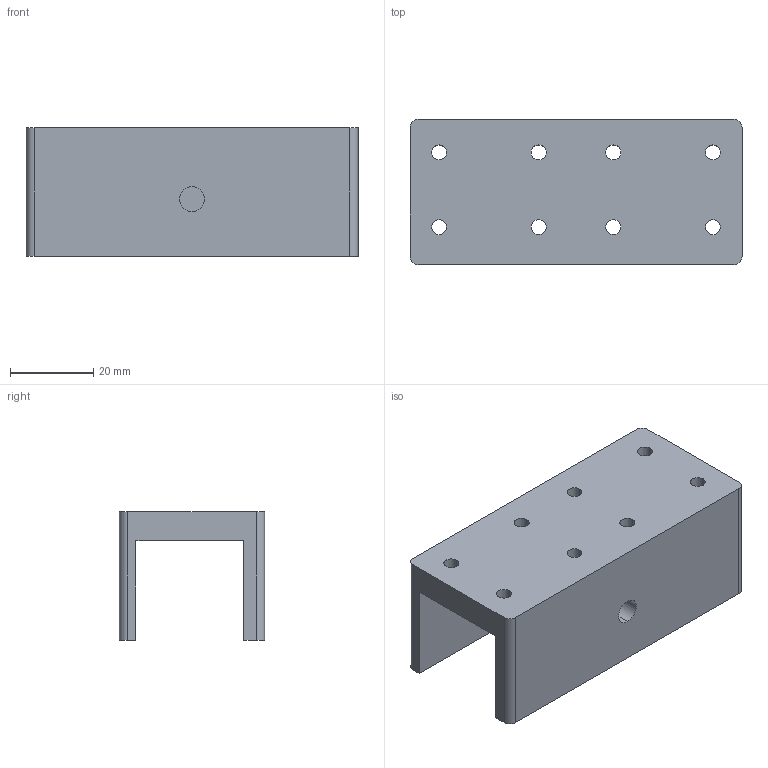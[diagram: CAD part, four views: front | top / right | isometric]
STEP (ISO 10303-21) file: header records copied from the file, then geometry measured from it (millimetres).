
FILE_DESCRIPTION (( 'STEP AP214' ), '1' );
FILE_NAME ('Large_Linear_Bearing_Holder.STEP', '2025-01-25T20:39:01', ( '' ), ( '' ), 'SwSTEP 2.0', 'SolidWorks 2022', '' );
FILE_SCHEMA (( 'AUTOMOTIVE_DESIGN' ));
Length unit declared in the file: millimetre
Products named in the file (1): Large_Linear_Bearing_Holder
Bounding box: 80 x 35 x 31 mm (x, y, z)
Volume: 35694 mm3; surface area: 15875.2 mm2
Topology: 1 solids, 1 shells, 56 faces, 138 edges, 92 vertices
Faces by surface type: cylinder 38, plane 18
Entity records: 1768 total; most frequent: DIRECTION 328, CARTESIAN_POINT 287, ORIENTED_EDGE 276, EDGE_CURVE 138, AXIS2_PLACEMENT_3D 133, VERTEX_POINT 92, EDGE_LOOP 82, CIRCLE 76
